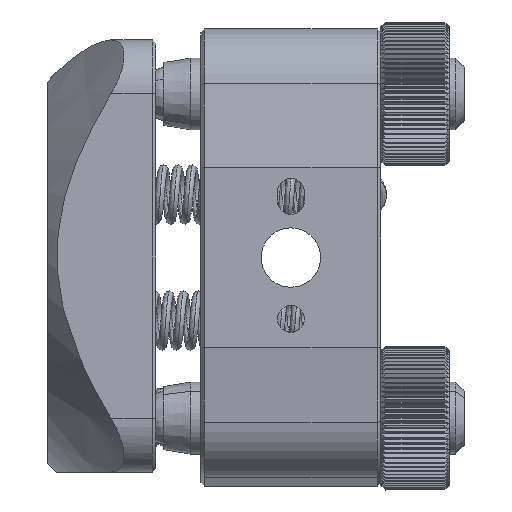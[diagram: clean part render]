
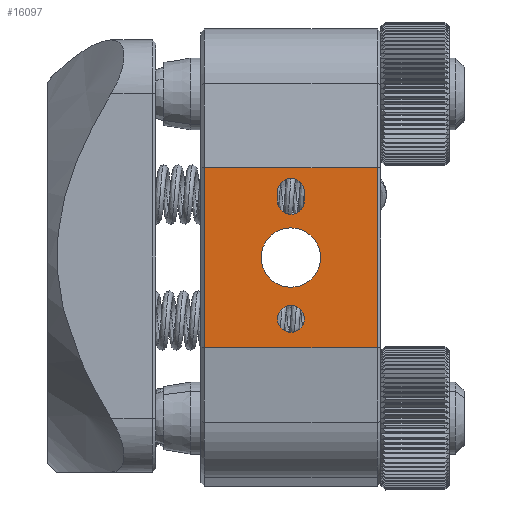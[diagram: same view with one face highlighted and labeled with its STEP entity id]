
A CAD part, front view. The second image highlights one B-rep face of the part: STEP entity #16097.
In plain terms, the highlighted planar face has unit normal (0, -1, 0).
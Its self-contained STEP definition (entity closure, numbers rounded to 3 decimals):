
#424 = ORIENTED_EDGE ( 'NONE', *, *, #47737, .T. ) ;
#485 = CARTESIAN_POINT ( 'NONE',  ( -4.8, -12.7, -5. ) ) ;
#487 = LINE ( 'NONE', #46968, #35409 ) ;
#1095 = DIRECTION ( 'NONE',  ( 0., 1., 0. ) ) ;
#1114 = CARTESIAN_POINT ( 'NONE',  ( 0.75, -12.7, 3.65 ) ) ;
#2407 = EDGE_LOOP ( 'NONE', ( #44301, #56809, #4189, #56596 ) ) ;
#2805 = CARTESIAN_POINT ( 'NONE',  ( 0., -12.7, 0. ) ) ;
#4185 = DIRECTION ( 'NONE',  ( 0., 0., -1. ) ) ;
#4189 = ORIENTED_EDGE ( 'NONE', *, *, #52541, .F. ) ;
#4202 = CARTESIAN_POINT ( 'NONE',  ( 5., -12.7, 12.7 ) ) ;
#4856 = CARTESIAN_POINT ( 'NONE',  ( -0.75, -12.7, 3.15 ) ) ;
#4891 = AXIS2_PLACEMENT_3D ( 'NONE', #36975, #55227, #37563 ) ;
#5462 = CARTESIAN_POINT ( 'NONE',  ( 0., -12.7, -1.65 ) ) ;
#6427 = EDGE_CURVE ( 'NONE', #25427, #58939, #19432, .T. ) ;
#6816 = CARTESIAN_POINT ( 'NONE',  ( 0., -12.7, -3.4 ) ) ;
#6828 = CIRCLE ( 'NONE', #4891, 0.75 ) ;
#7710 = DIRECTION ( 'NONE',  ( 0., -1., 0. ) ) ;
#8869 = AXIS2_PLACEMENT_3D ( 'NONE', #2805, #57092, #34309 ) ;
#9338 = VERTEX_POINT ( 'NONE', #33401 ) ;
#9450 = CARTESIAN_POINT ( 'NONE',  ( -0.75, -12.7, 3.65 ) ) ;
#10185 = ORIENTED_EDGE ( 'NONE', *, *, #11938, .F. ) ;
#10665 = VECTOR ( 'NONE', #39381, 1000. ) ;
#11117 = CARTESIAN_POINT ( 'NONE',  ( -5., -12.7, -5. ) ) ;
#11760 = CIRCLE ( 'NONE', #47188, 0.75 ) ;
#11938 = EDGE_CURVE ( 'NONE', #9338, #29997, #11760, .T. ) ;
#12152 = VERTEX_POINT ( 'NONE', #49397 ) ;
#12811 = CARTESIAN_POINT ( 'NONE',  ( -4.8, -12.7, 12.7 ) ) ;
#13308 = CIRCLE ( 'NONE', #57312, 0.75 ) ;
#13801 = DIRECTION ( 'NONE',  ( 0., 0., 1. ) ) ;
#14603 = CIRCLE ( 'NONE', #8869, 1.65 ) ;
#15605 = CARTESIAN_POINT ( 'NONE',  ( 4.8, -12.7, 12.7 ) ) ;
#16097 = ADVANCED_FACE ( 'NONE', ( #49488, #26722, #27021, #26434 ), #21931, .F. ) ;
#16502 = CIRCLE ( 'NONE', #49978, 0.75 ) ;
#17296 = LINE ( 'NONE', #12811, #32286 ) ;
#17377 = EDGE_CURVE ( 'NONE', #37685, #35234, #57952, .T. ) ;
#17818 = CARTESIAN_POINT ( 'NONE',  ( 4.8, -12.7, -5. ) ) ;
#18828 = VERTEX_POINT ( 'NONE', #17818 ) ;
#19432 = LINE ( 'NONE', #33791, #30682 ) ;
#20108 = VERTEX_POINT ( 'NONE', #5462 ) ;
#21091 = CARTESIAN_POINT ( 'NONE',  ( -0.75, -12.7, 3.15 ) ) ;
#21931 = PLANE ( 'NONE',  #36744 ) ;
#21936 = CARTESIAN_POINT ( 'NONE',  ( 4.8, -12.7, 5. ) ) ;
#22519 = DIRECTION ( 'NONE',  ( 0., 1., 0. ) ) ;
#22533 = CIRCLE ( 'NONE', #25389, 1.65 ) ;
#22613 = CARTESIAN_POINT ( 'NONE',  ( 0., -12.7, 0. ) ) ;
#22730 = CIRCLE ( 'NONE', #45699, 0.75 ) ;
#22919 = EDGE_CURVE ( 'NONE', #27047, #18828, #37488, .T. ) ;
#25389 = AXIS2_PLACEMENT_3D ( 'NONE', #22613, #50439, #27110 ) ;
#25427 = VERTEX_POINT ( 'NONE', #1114 ) ;
#26434 = FACE_OUTER_BOUND ( 'NONE', #2407, .T. ) ;
#26705 = DIRECTION ( 'NONE',  ( 0., -1., 0. ) ) ;
#26722 = FACE_BOUND ( 'NONE', #26758, .T. ) ;
#26758 = EDGE_LOOP ( 'NONE', ( #55387, #10185 ) ) ;
#26941 = CARTESIAN_POINT ( 'NONE',  ( 0., -12.7, 1.65 ) ) ;
#27021 = FACE_BOUND ( 'NONE', #58301, .T. ) ;
#27047 = VERTEX_POINT ( 'NONE', #485 ) ;
#27110 = DIRECTION ( 'NONE',  ( 0., 0., -1. ) ) ;
#27840 = VERTEX_POINT ( 'NONE', #21936 ) ;
#29293 = EDGE_CURVE ( 'NONE', #25427, #35234, #6828, .T. ) ;
#29676 = DIRECTION ( 'NONE',  ( 0., 0., -1. ) ) ;
#29736 = EDGE_CURVE ( 'NONE', #12152, #37685, #16502, .T. ) ;
#29997 = VERTEX_POINT ( 'NONE', #57751 ) ;
#30065 = ORIENTED_EDGE ( 'NONE', *, *, #37611, .F. ) ;
#30419 = EDGE_CURVE ( 'NONE', #20108, #52390, #14603, .T. ) ;
#30567 = LINE ( 'NONE', #15605, #45372 ) ;
#30645 = CARTESIAN_POINT ( 'NONE',  ( -4.8, -12.7, 5. ) ) ;
#30682 = VECTOR ( 'NONE', #55971, 1000. ) ;
#31098 = DIRECTION ( 'NONE',  ( 0., 0., -1. ) ) ;
#32286 = VECTOR ( 'NONE', #31098, 1000. ) ;
#32992 = DIRECTION ( 'NONE',  ( 1., 0., 0. ) ) ;
#33401 = CARTESIAN_POINT ( 'NONE',  ( 0., -12.7, -2.65 ) ) ;
#33791 = CARTESIAN_POINT ( 'NONE',  ( 0.75, -12.7, 3.15 ) ) ;
#34309 = DIRECTION ( 'NONE',  ( 0., 0., -1. ) ) ;
#34421 = EDGE_LOOP ( 'NONE', ( #424, #49066, #59055, #43621, #40307 ) ) ;
#35234 = VERTEX_POINT ( 'NONE', #9450 ) ;
#35409 = VECTOR ( 'NONE', #45799, 1000. ) ;
#36744 = AXIS2_PLACEMENT_3D ( 'NONE', #4202, #22519, #13801 ) ;
#36975 = CARTESIAN_POINT ( 'NONE',  ( 0., -12.7, 3.65 ) ) ;
#37405 = DIRECTION ( 'NONE',  ( 0., 0., -1. ) ) ;
#37488 = LINE ( 'NONE', #11117, #39691 ) ;
#37563 = DIRECTION ( 'NONE',  ( 0., 0., -1. ) ) ;
#37611 = EDGE_CURVE ( 'NONE', #52390, #20108, #22533, .T. ) ;
#37685 = VERTEX_POINT ( 'NONE', #4856 ) ;
#38355 = ORIENTED_EDGE ( 'NONE', *, *, #30419, .F. ) ;
#38753 = EDGE_CURVE ( 'NONE', #27840, #18828, #30567, .T. ) ;
#39381 = DIRECTION ( 'NONE',  ( 0., 0., 1. ) ) ;
#39691 = VECTOR ( 'NONE', #32992, 1000. ) ;
#40307 = ORIENTED_EDGE ( 'NONE', *, *, #6427, .T. ) ;
#43082 = CARTESIAN_POINT ( 'NONE',  ( 0., -12.7, 3.15 ) ) ;
#43388 = DIRECTION ( 'NONE',  ( 0., 1., 0. ) ) ;
#43621 = ORIENTED_EDGE ( 'NONE', *, *, #29293, .F. ) ;
#44301 = ORIENTED_EDGE ( 'NONE', *, *, #22919, .T. ) ;
#44348 = EDGE_CURVE ( 'NONE', #29997, #9338, #22730, .T. ) ;
#45372 = VECTOR ( 'NONE', #29676, 1000. ) ;
#45699 = AXIS2_PLACEMENT_3D ( 'NONE', #55624, #26705, #4185 ) ;
#45799 = DIRECTION ( 'NONE',  ( 1., 0., 0. ) ) ;
#46968 = CARTESIAN_POINT ( 'NONE',  ( 5., -12.7, 5. ) ) ;
#47188 = AXIS2_PLACEMENT_3D ( 'NONE', #6816, #7710, #57185 ) ;
#47737 = EDGE_CURVE ( 'NONE', #58939, #12152, #13308, .T. ) ;
#47869 = CARTESIAN_POINT ( 'NONE',  ( 0., -12.7, 3.15 ) ) ;
#48083 = EDGE_CURVE ( 'NONE', #48421, #27047, #17296, .T. ) ;
#48421 = VERTEX_POINT ( 'NONE', #30645 ) ;
#49066 = ORIENTED_EDGE ( 'NONE', *, *, #29736, .T. ) ;
#49397 = CARTESIAN_POINT ( 'NONE',  ( 0., -12.7, 2.4 ) ) ;
#49488 = FACE_BOUND ( 'NONE', #34421, .T. ) ;
#49978 = AXIS2_PLACEMENT_3D ( 'NONE', #43082, #1095, #37405 ) ;
#50439 = DIRECTION ( 'NONE',  ( 0., -1., 0. ) ) ;
#52375 = DIRECTION ( 'NONE',  ( 0., 0., -1. ) ) ;
#52390 = VERTEX_POINT ( 'NONE', #26941 ) ;
#52541 = EDGE_CURVE ( 'NONE', #48421, #27840, #487, .T. ) ;
#55137 = CARTESIAN_POINT ( 'NONE',  ( 0.75, -12.7, 3.15 ) ) ;
#55227 = DIRECTION ( 'NONE',  ( 0., -1., 0. ) ) ;
#55387 = ORIENTED_EDGE ( 'NONE', *, *, #44348, .F. ) ;
#55624 = CARTESIAN_POINT ( 'NONE',  ( 0., -12.7, -3.4 ) ) ;
#55971 = DIRECTION ( 'NONE',  ( 0., 0., -1. ) ) ;
#56596 = ORIENTED_EDGE ( 'NONE', *, *, #48083, .T. ) ;
#56809 = ORIENTED_EDGE ( 'NONE', *, *, #38753, .F. ) ;
#57092 = DIRECTION ( 'NONE',  ( 0., -1., 0. ) ) ;
#57185 = DIRECTION ( 'NONE',  ( 0., 0., -1. ) ) ;
#57312 = AXIS2_PLACEMENT_3D ( 'NONE', #47869, #43388, #52375 ) ;
#57751 = CARTESIAN_POINT ( 'NONE',  ( 0., -12.7, -4.15 ) ) ;
#57952 = LINE ( 'NONE', #21091, #10665 ) ;
#58301 = EDGE_LOOP ( 'NONE', ( #38355, #30065 ) ) ;
#58939 = VERTEX_POINT ( 'NONE', #55137 ) ;
#59055 = ORIENTED_EDGE ( 'NONE', *, *, #17377, .T. ) ;
